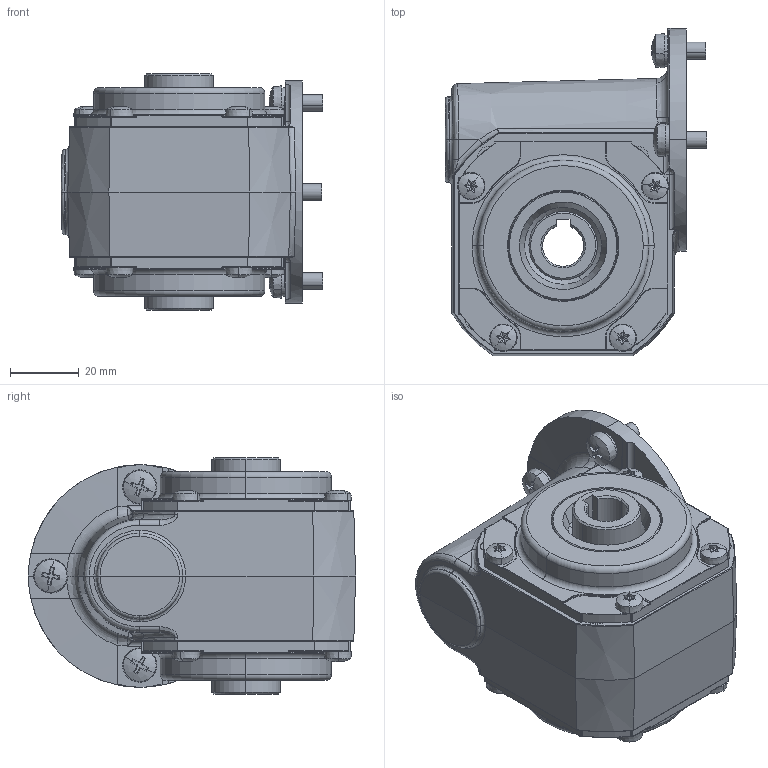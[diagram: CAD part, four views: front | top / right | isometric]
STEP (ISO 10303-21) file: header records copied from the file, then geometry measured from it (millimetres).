
FILE_DESCRIPTION (( 'STEP AP214' ), '1' );
FILE_NAME ('VE31-D-H 8BR.STEP', '2015-10-01T11:19:46', ( 'bschleger' ), ( '' ), 'SwSTEP 2.0', 'SolidWorks 2014', '' );
FILE_SCHEMA (( 'AUTOMOTIVE_DESIGN' ));
Length unit declared in the file: millimetre
Products named in the file (1): VE31-D-H 8BR
Bounding box: 76.5 x 95.5 x 69 mm (x, y, z)
Surface area: 47103.7 mm2 (no closed solid volume)
Topology: 0 solids, 35 shells, 840 faces, 2388 edges, 1490 vertices
Faces by surface type: plane 321, cylinder 269, torus 86, cone 85, bspline 50, sphere 29
Entity records: 39379 total; most frequent: CARTESIAN_POINT 8932, DIRECTION 4676, ORIENTED_EDGE 3993, EDGE_CURVE 2378, AXIS2_PLACEMENT_3D 1821, VERTEX_POINT 1490, LINE 1034, VECTOR 1034
